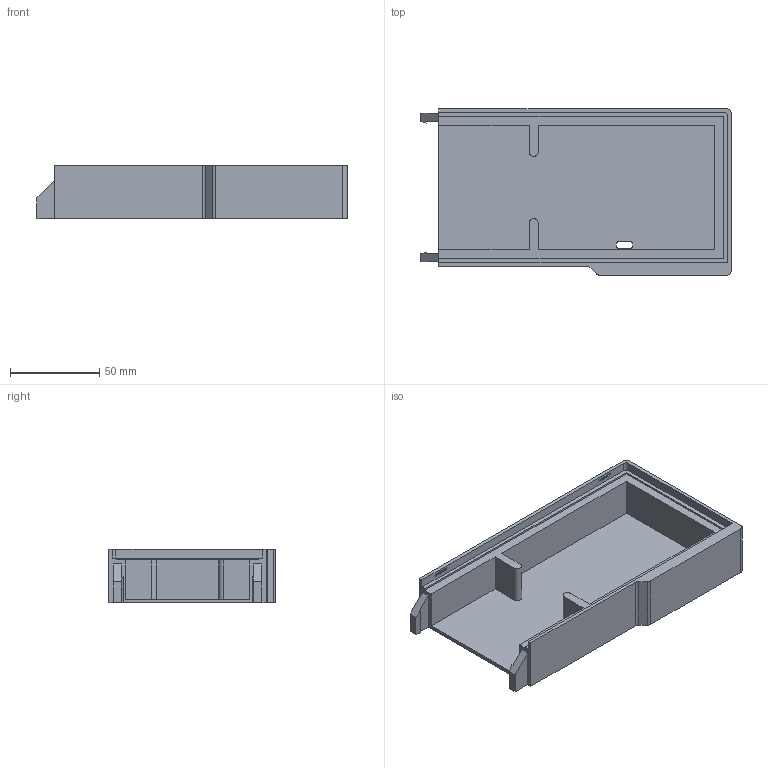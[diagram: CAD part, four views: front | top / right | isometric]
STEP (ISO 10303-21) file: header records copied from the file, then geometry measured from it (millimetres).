
FILE_DESCRIPTION(/* description */ ('STEP AP242','CAx-IF Rec.Pracs.---Representation and Presentation of Product Manufacturing Information (PMI)---4.0---2014-10-13','CAx-IF Rec.Pracs.---3D Tessellated Geometry---0.4---2014-09-14','2;1'),/* implementation_level */ '2;1');
FILE_NAME(/* name */ '66576564cea0f82a6c9b9fca',/* time_stamp */ '2024-05-29T17:27:00Z',/* author */ (''),/* organization */ (''),/* preprocessor_version */ 'ST-DEVELOPER v20',/* originating_system */ ' ',/* authorisation */ ' ');
FILE_SCHEMA (('AP242_MANAGED_MODEL_BASED_3D_ENGINEERING_MIM_LF { 1 0 10303 442 1 1 4 }'));
Length unit declared in the file: metre
Products named in the file (1): case_right
Bounding box: 174.25 x 93.5 x 30 mm (x, y, z)
Volume: 132772 mm3; surface area: 56227.5 mm2
Topology: 1 solids, 1 shells, 73 faces, 201 edges, 134 vertices
Faces by surface type: plane 62, cylinder 11
Entity records: 2323 total; most frequent: CARTESIAN_POINT 409, ORIENTED_EDGE 402, DIRECTION 371, EDGE_CURVE 201, LINE 179, VECTOR 179, VERTEX_POINT 134, AXIS2_PLACEMENT_3D 96
